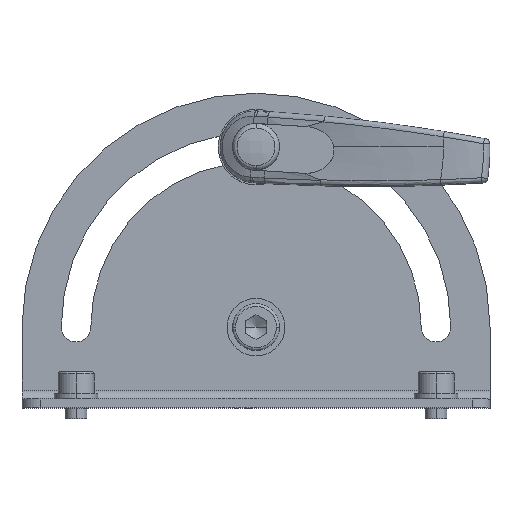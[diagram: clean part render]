
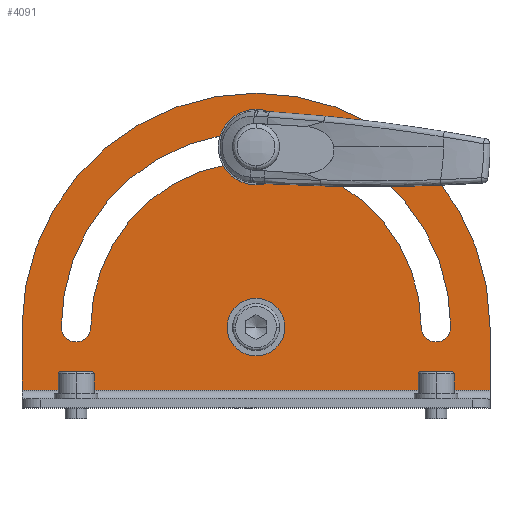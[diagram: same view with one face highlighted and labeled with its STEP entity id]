
A CAD part, top view. The second image highlights one B-rep face of the part: STEP entity #4091.
In plain terms, the highlighted planar face has unit normal (0, 0, 1).
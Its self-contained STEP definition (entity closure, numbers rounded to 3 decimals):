
#224 = VECTOR ( 'NONE', #2289, 1000. ) ;
#232 = EDGE_LOOP ( 'NONE', ( #824, #1040, #5815, #3171 ) ) ;
#296 = DIRECTION ( 'NONE',  ( 0., -1., 0. ) ) ;
#298 = EDGE_LOOP ( 'NONE', ( #3951, #4354 ) ) ;
#354 = EDGE_CURVE ( 'NONE', #1168, #6236, #8727, .T. ) ;
#432 = CARTESIAN_POINT ( 'NONE',  ( 50., 22.5, 2.5 ) ) ;
#450 = AXIS2_PLACEMENT_3D ( 'NONE', #4827, #3346, #8259 ) ;
#512 = FACE_OUTER_BOUND ( 'NONE', #2066, .T. ) ;
#534 = LINE ( 'NONE', #1327, #7907 ) ;
#620 = ORIENTED_EDGE ( 'NONE', *, *, #5232, .T. ) ;
#824 = ORIENTED_EDGE ( 'NONE', *, *, #354, .F. ) ;
#884 = DIRECTION ( 'NONE',  ( 0., 0., -1. ) ) ;
#916 = CARTESIAN_POINT ( 'NONE',  ( -65., 5., 2.5 ) ) ;
#928 = PLANE ( 'NONE',  #2140 ) ;
#1040 = ORIENTED_EDGE ( 'NONE', *, *, #4023, .T. ) ;
#1063 = EDGE_CURVE ( 'NONE', #4108, #5223, #6715, .T. ) ;
#1168 = VERTEX_POINT ( 'NONE', #3912 ) ;
#1179 = AXIS2_PLACEMENT_3D ( 'NONE', #2862, #8503, #1311 ) ;
#1311 = DIRECTION ( 'NONE',  ( 1., 0., 0. ) ) ;
#1327 = CARTESIAN_POINT ( 'NONE',  ( 65., 0., 2.5 ) ) ;
#1407 = FACE_BOUND ( 'NONE', #232, .T. ) ;
#1602 = DIRECTION ( 'NONE',  ( 0., 0., -1. ) ) ;
#1614 = DIRECTION ( 'NONE',  ( 1., 0., 0. ) ) ;
#1653 = CARTESIAN_POINT ( 'NONE',  ( 65., 87.5, 2.5 ) ) ;
#1687 = CARTESIAN_POINT ( 'NONE',  ( 8., 22.5, 2.5 ) ) ;
#1824 = CARTESIAN_POINT ( 'NONE',  ( 65., 5., 2.5 ) ) ;
#2066 = EDGE_LOOP ( 'NONE', ( #620, #3892, #6360, #2553 ) ) ;
#2140 = AXIS2_PLACEMENT_3D ( 'NONE', #1653, #3926, #2504 ) ;
#2148 = CARTESIAN_POINT ( 'NONE',  ( 0., 22.5, 2.5 ) ) ;
#2192 = AXIS2_PLACEMENT_3D ( 'NONE', #2148, #6386, #5578 ) ;
#2289 = DIRECTION ( 'NONE',  ( 1., 0., 0. ) ) ;
#2320 = VERTEX_POINT ( 'NONE', #8261 ) ;
#2478 = DIRECTION ( 'NONE',  ( 1., 0., 0. ) ) ;
#2504 = DIRECTION ( 'NONE',  ( 1., 0., 0. ) ) ;
#2553 = ORIENTED_EDGE ( 'NONE', *, *, #1063, .T. ) ;
#2837 = CARTESIAN_POINT ( 'NONE',  ( 65., 22.5, 2.5 ) ) ;
#2862 = CARTESIAN_POINT ( 'NONE',  ( -50., 22.5, 2.5 ) ) ;
#2969 = VERTEX_POINT ( 'NONE', #9132 ) ;
#2979 = VERTEX_POINT ( 'NONE', #2837 ) ;
#3089 = VECTOR ( 'NONE', #296, 1000. ) ;
#3171 = ORIENTED_EDGE ( 'NONE', *, *, #4771, .T. ) ;
#3174 = CARTESIAN_POINT ( 'NONE',  ( -65., 0., 2.5 ) ) ;
#3278 = CIRCLE ( 'NONE', #8762, 54.1 ) ;
#3346 = DIRECTION ( 'NONE',  ( 0., 0., -1. ) ) ;
#3417 = DIRECTION ( 'NONE',  ( 1., 0., 0. ) ) ;
#3477 = EDGE_CURVE ( 'NONE', #5540, #2320, #4053, .T. ) ;
#3523 = EDGE_CURVE ( 'NONE', #4108, #2979, #8342, .T. ) ;
#3728 = FACE_BOUND ( 'NONE', #298, .T. ) ;
#3882 = VERTEX_POINT ( 'NONE', #1824 ) ;
#3892 = ORIENTED_EDGE ( 'NONE', *, *, #8799, .F. ) ;
#3912 = CARTESIAN_POINT ( 'NONE',  ( -45.9, 22.5, 2.5 ) ) ;
#3926 = DIRECTION ( 'NONE',  ( 0., 0., 1. ) ) ;
#3951 = ORIENTED_EDGE ( 'NONE', *, *, #3477, .T. ) ;
#4023 = EDGE_CURVE ( 'NONE', #1168, #2969, #8130, .T. ) ;
#4053 = CIRCLE ( 'NONE', #2192, 8. ) ;
#4091 = ADVANCED_FACE ( 'NONE', ( #3728, #1407, #512 ), #928, .T. ) ;
#4108 = VERTEX_POINT ( 'NONE', #5359 ) ;
#4310 = AXIS2_PLACEMENT_3D ( 'NONE', #432, #6661, #2478 ) ;
#4354 = ORIENTED_EDGE ( 'NONE', *, *, #7801, .T. ) ;
#4365 = CIRCLE ( 'NONE', #4310, 4.1 ) ;
#4592 = EDGE_CURVE ( 'NONE', #2969, #6887, #3278, .T. ) ;
#4771 = EDGE_CURVE ( 'NONE', #6887, #6236, #4365, .T. ) ;
#4827 = CARTESIAN_POINT ( 'NONE',  ( 0., 22.5, 2.5 ) ) ;
#5097 = CARTESIAN_POINT ( 'NONE',  ( 0., 22.5, 2.5 ) ) ;
#5157 = AXIS2_PLACEMENT_3D ( 'NONE', #6968, #5550, #3417 ) ;
#5223 = VERTEX_POINT ( 'NONE', #916 ) ;
#5232 = EDGE_CURVE ( 'NONE', #5223, #3882, #6842, .T. ) ;
#5359 = CARTESIAN_POINT ( 'NONE',  ( -65., 22.5, 2.5 ) ) ;
#5540 = VERTEX_POINT ( 'NONE', #1687 ) ;
#5550 = DIRECTION ( 'NONE',  ( 0., 0., -1. ) ) ;
#5578 = DIRECTION ( 'NONE',  ( 1., 0., 0. ) ) ;
#5815 = ORIENTED_EDGE ( 'NONE', *, *, #4592, .T. ) ;
#5977 = DIRECTION ( 'NONE',  ( 1., 0., 0. ) ) ;
#6236 = VERTEX_POINT ( 'NONE', #8088 ) ;
#6360 = ORIENTED_EDGE ( 'NONE', *, *, #3523, .F. ) ;
#6386 = DIRECTION ( 'NONE',  ( 0., 0., -1. ) ) ;
#6498 = CARTESIAN_POINT ( 'NONE',  ( 65., 5., 2.5 ) ) ;
#6661 = DIRECTION ( 'NONE',  ( 0., 0., -1. ) ) ;
#6715 = LINE ( 'NONE', #3174, #3089 ) ;
#6842 = LINE ( 'NONE', #6498, #224 ) ;
#6887 = VERTEX_POINT ( 'NONE', #7679 ) ;
#6968 = CARTESIAN_POINT ( 'NONE',  ( 0., 22.5, 2.5 ) ) ;
#7679 = CARTESIAN_POINT ( 'NONE',  ( 54.1, 22.5, 2.5 ) ) ;
#7801 = EDGE_CURVE ( 'NONE', #2320, #5540, #8161, .T. ) ;
#7907 = VECTOR ( 'NONE', #8350, 1000. ) ;
#8088 = CARTESIAN_POINT ( 'NONE',  ( 45.9, 22.5, 2.5 ) ) ;
#8130 = CIRCLE ( 'NONE', #1179, 4.1 ) ;
#8161 = CIRCLE ( 'NONE', #450, 8. ) ;
#8259 = DIRECTION ( 'NONE',  ( 1., 0., 0. ) ) ;
#8261 = CARTESIAN_POINT ( 'NONE',  ( -8., 22.5, 2.5 ) ) ;
#8342 = CIRCLE ( 'NONE', #8984, 65. ) ;
#8350 = DIRECTION ( 'NONE',  ( 0., -1., 0. ) ) ;
#8503 = DIRECTION ( 'NONE',  ( 0., 0., -1. ) ) ;
#8636 = CARTESIAN_POINT ( 'NONE',  ( 0., 22.5, 2.5 ) ) ;
#8727 = CIRCLE ( 'NONE', #5157, 45.9 ) ;
#8762 = AXIS2_PLACEMENT_3D ( 'NONE', #8636, #1602, #5977 ) ;
#8799 = EDGE_CURVE ( 'NONE', #2979, #3882, #534, .T. ) ;
#8984 = AXIS2_PLACEMENT_3D ( 'NONE', #5097, #884, #1614 ) ;
#9132 = CARTESIAN_POINT ( 'NONE',  ( -54.1, 22.5, 2.5 ) ) ;
